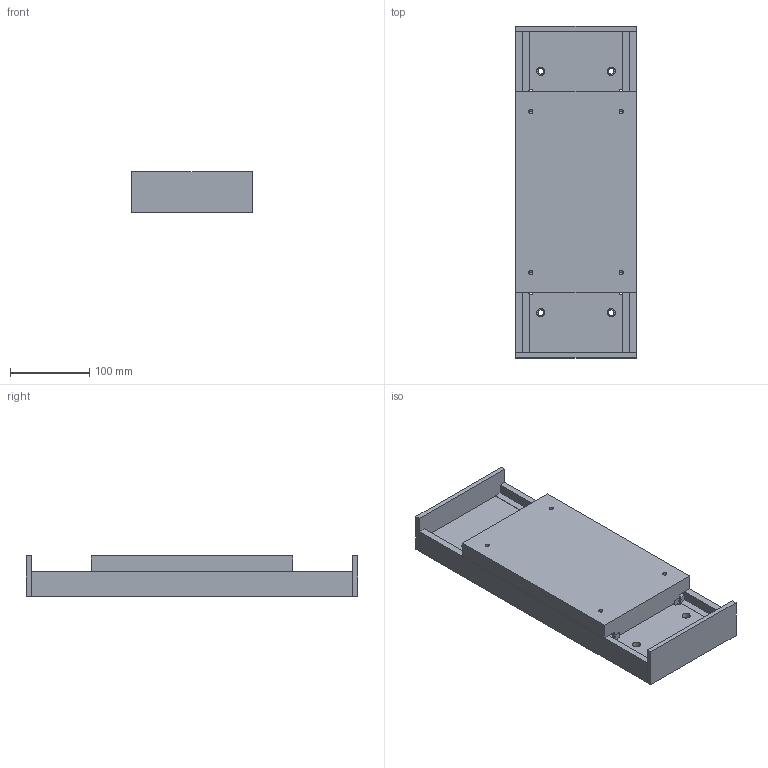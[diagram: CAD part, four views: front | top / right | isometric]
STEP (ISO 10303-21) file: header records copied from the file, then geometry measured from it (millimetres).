
FILE_DESCRIPTION((''),'2;1');
FILE_NAME('PAC6-16-6.stp','2003-09-07T08:33:55',('fran'),(''),'Autodesk Inventor (tm) 5.3','Autodesk Inventor (tm) 5.3','');
FILE_SCHEMA(('CONFIG_CONTROL_DESIGN'));
Length unit declared in the file: inch
Products named in the file (8): PAC6-16-6; PAC6-16-6 BOTTOM_PLATE; PAC6-16-6 TOP_BASE; PAC6-16-6 RAIL-A; PAC6-16-6 RAIL_B; PAC6-16-6 RAIL_C; PAC6-16-6 RAIL_D; PAC6-16-6 SIDE_PLATE_B
Assembly tree (8 placements, depth 2):
  PAC6-16-6
    PAC6-16-6 BOTTOM_PLATE
    PAC6-16-6 TOP_BASE
    PAC6-16-6 RAIL-A
    PAC6-16-6 RAIL_B
    PAC6-16-6 RAIL_C
    PAC6-16-6 RAIL_D
    PAC6-16-6 SIDE_PLATE_B  x2
Bounding box: 152.4 x 419.1 x 50.8 mm (x, y, z)
Volume: 2378658.5 mm3; surface area: 338666.2 mm2
Topology: 8 solids, 8 shells, 152 faces, 396 edges, 256 vertices
Faces by surface type: plane 108, bspline 44
Entity records: 6044 total; most frequent: CARTESIAN_POINT 1478, ORIENTED_EDGE 752, DIRECTION 684, EDGE_CURVE 376, VECTOR 304, LINE 304, VERTEX_POINT 248, AXIS2_PLACEMENT_3D 190
